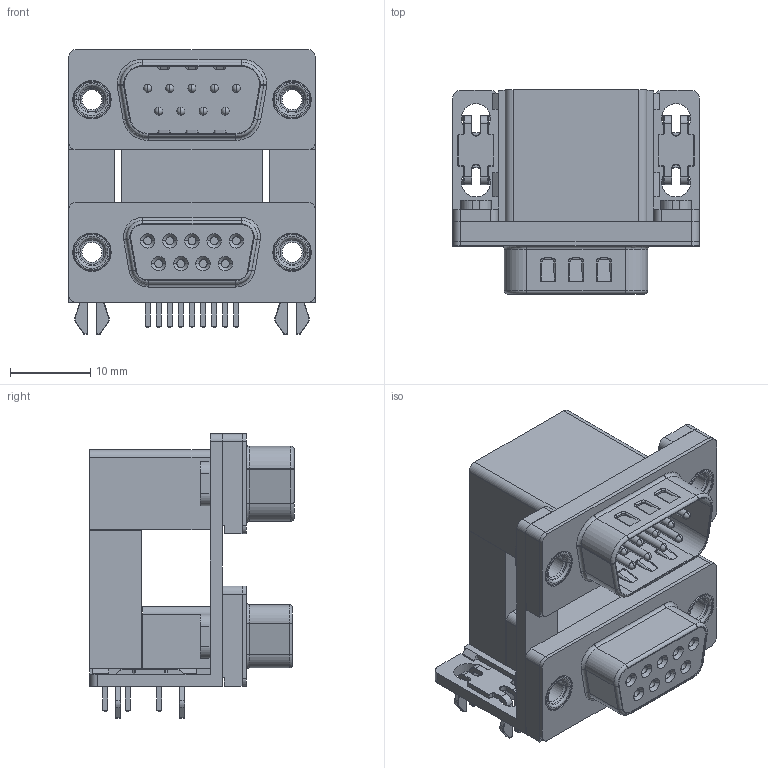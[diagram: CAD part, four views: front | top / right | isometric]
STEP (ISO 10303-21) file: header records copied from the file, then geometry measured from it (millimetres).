
FILE_DESCRIPTION((''),'2;1');
FILE_NAME('SDD-0909-2-95-MFN.stp','2012-10-18T11:44:28',(''),(''),'Mechanical Desktop 2011','Mechanical Desktop 2011',', , ');
FILE_SCHEMA(('CONFIG_CONTROL_DESIGN'));
Length unit declared in the file: millimetre
Products named in the file (1): Product
Bounding box: 30.81 x 25.5 x 35.6 mm (x, y, z)
Volume: 10845.5 mm3; surface area: 9486.1 mm2
Topology: 47 solids, 47 shells, 1190 faces, 2716 edges, 1614 vertices
Faces by surface type: bspline 355, plane 353, cylinder 298, torus 104, cone 40, sphere 40
Entity records: 43333 total; most frequent: CARTESIAN_POINT 17038, DIRECTION 5570, ORIENTED_EDGE 5372, EDGE_CURVE 2686, AXIS2_PLACEMENT_3D 2060, VERTEX_POINT 1614, VECTOR 1450, LINE 1450
